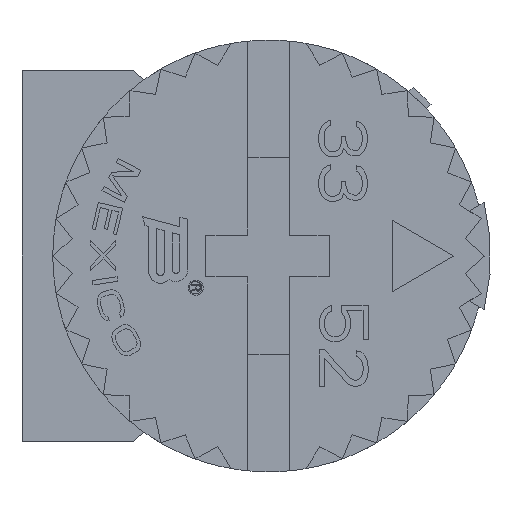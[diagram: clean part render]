
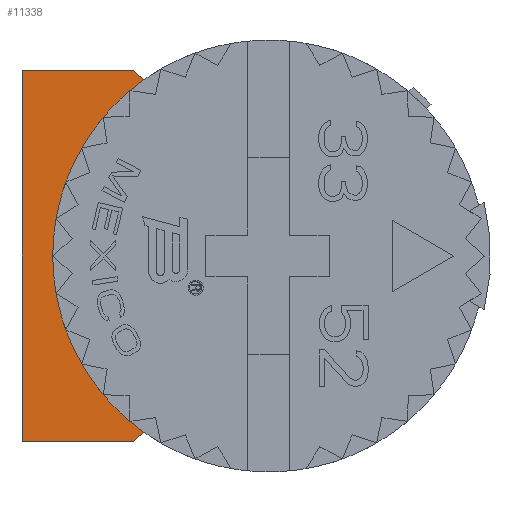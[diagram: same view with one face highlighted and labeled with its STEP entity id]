
A CAD part, front view. The second image highlights one B-rep face of the part: STEP entity #11338.
In plain terms, the highlighted free-form (B-spline) face has degree [1, 1] with [2, 2] control points.
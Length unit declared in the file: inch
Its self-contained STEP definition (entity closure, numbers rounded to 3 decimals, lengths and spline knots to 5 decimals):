
#2723=CARTESIAN_POINT('',(0.,0.,0.05));
#2724=DIRECTION('',(0.,0.,1.));
#2725=DIRECTION('',(0.857,-0.515,0.));
#2726=AXIS2_PLACEMENT_3D('',#2723,#2724,#2725);
#2728=DIRECTION('',(-0.643,0.766,0.));
#2729=VECTOR('',#2728,0.03227);
#2730=CARTESIAN_POINT('',(0.15,-0.11,0.05));
#2731=LINE('',#2730,#2729);
#2732=DIRECTION('',(0.,1.,0.));
#2733=VECTOR('',#2732,0.09);
#2734=CARTESIAN_POINT('',(0.15,-0.2,0.05));
#2735=LINE('',#2734,#2733);
#2736=DIRECTION('',(1.,0.,0.));
#2737=VECTOR('',#2736,0.3);
#2738=CARTESIAN_POINT('',(-0.15,-0.2,0.05));
#2739=LINE('',#2738,#2737);
#2740=DIRECTION('',(0.,-1.,0.));
#2741=VECTOR('',#2740,0.09);
#2742=CARTESIAN_POINT('',(-0.15,-0.11,0.05));
#2743=LINE('',#2742,#2741);
#2744=DIRECTION('',(-0.643,-0.766,0.));
#2745=VECTOR('',#2744,0.03227);
#2746=CARTESIAN_POINT('',(-0.12926,-0.08528,0.05));
#2747=LINE('',#2746,#2745);
#2748=CARTESIAN_POINT('',(-0.1,-0.113,0.05));
#2749=DIRECTION('',(0.,0.,1.));
#2750=DIRECTION('',(0.,1.,0.));
#2751=AXIS2_PLACEMENT_3D('',#2748,#2749,#2750);
#2753=CARTESIAN_POINT('',(-0.1,-0.113,0.05));
#2754=DIRECTION('',(0.,0.,1.));
#2755=DIRECTION('',(0.,-1.,0.));
#2756=AXIS2_PLACEMENT_3D('',#2753,#2754,#2755);
#2758=CARTESIAN_POINT('',(0.,-0.113,0.05));
#2759=DIRECTION('',(0.,0.,1.));
#2760=DIRECTION('',(0.,1.,0.));
#2761=AXIS2_PLACEMENT_3D('',#2758,#2759,#2760);
#2763=CARTESIAN_POINT('',(0.,-0.113,0.05));
#2764=DIRECTION('',(0.,0.,1.));
#2765=DIRECTION('',(0.,-1.,0.));
#2766=AXIS2_PLACEMENT_3D('',#2763,#2764,#2765);
#2768=CARTESIAN_POINT('',(0.1,-0.113,0.05));
#2769=DIRECTION('',(0.,0.,1.));
#2770=DIRECTION('',(0.,1.,0.));
#2771=AXIS2_PLACEMENT_3D('',#2768,#2769,#2770);
#2773=CARTESIAN_POINT('',(0.1,-0.113,0.05));
#2774=DIRECTION('',(0.,0.,1.));
#2775=DIRECTION('',(0.,-1.,0.));
#2776=AXIS2_PLACEMENT_3D('',#2773,#2774,#2775);
#2778=CARTESIAN_POINT('',(0.,0.,0.05));
#2779=DIRECTION('',(0.,0.,-1.));
#2780=DIRECTION('',(-1.,0.,0.));
#2781=AXIS2_PLACEMENT_3D('',#2778,#2779,#2780);
#2783=CARTESIAN_POINT('',(0.,0.,0.05));
#2784=DIRECTION('',(0.,0.,-1.));
#2785=DIRECTION('',(1.,0.,0.));
#2786=AXIS2_PLACEMENT_3D('',#2783,#2784,#2785);
#2816=CARTESIAN_POINT('',(0.13462,-0.08078,0.05));
#2817=DIRECTION('',(0.,0.,-1.));
#2818=DIRECTION('',(-0.766,-0.643,0.));
#2819=AXIS2_PLACEMENT_3D('',#2816,#2817,#2818);
#3328=CARTESIAN_POINT('',(-0.13462,-0.08078,0.05));
#3329=DIRECTION('',(0.,0.,-1.));
#3330=DIRECTION('',(0.857,0.515,0.));
#3331=AXIS2_PLACEMENT_3D('',#3328,#3329,#3330);
#6470=CARTESIAN_POINT('',(-0.15,-0.11,0.05));
#6471=CARTESIAN_POINT('',(-0.15,-0.2,0.05));
#6472=VERTEX_POINT('',#6470);
#6473=VERTEX_POINT('',#6471);
#6474=CARTESIAN_POINT('',(0.15,-0.2,0.05));
#6475=VERTEX_POINT('',#6474);
#6476=CARTESIAN_POINT('',(0.15,-0.11,0.05));
#6477=VERTEX_POINT('',#6476);
#6545=CARTESIAN_POINT('',(-0.12926,-0.08528,0.05));
#6547=VERTEX_POINT('',#6545);
#6549=CARTESIAN_POINT('',(-0.12862,-0.07718,0.05));
#6551=VERTEX_POINT('',#6549);
#6553=CARTESIAN_POINT('',(0.12862,-0.07718,0.05));
#6555=VERTEX_POINT('',#6553);
#6557=CARTESIAN_POINT('',(0.12926,-0.08528,0.05));
#6559=VERTEX_POINT('',#6557);
#6588=CARTESIAN_POINT('',(-0.1,-0.0995,0.05));
#6589=CARTESIAN_POINT('',(-0.1,-0.1265,0.05));
#6590=VERTEX_POINT('',#6588);
#6591=VERTEX_POINT('',#6589);
#6624=CARTESIAN_POINT('',(0.,-0.0995,0.05));
#6625=CARTESIAN_POINT('',(0.,-0.1265,0.05));
#6626=VERTEX_POINT('',#6624);
#6627=VERTEX_POINT('',#6625);
#6660=CARTESIAN_POINT('',(0.1,-0.0995,0.05));
#6661=CARTESIAN_POINT('',(0.1,-0.1265,0.05));
#6662=VERTEX_POINT('',#6660);
#6663=VERTEX_POINT('',#6661);
#8495=CARTESIAN_POINT('',(-0.09,0.,0.05));
#8496=CARTESIAN_POINT('',(0.09,0.,0.05));
#8497=VERTEX_POINT('',#8495);
#8498=VERTEX_POINT('',#8496);
#11292=CARTESIAN_POINT('',(-0.15604,-0.207,0.05));
#11293=CARTESIAN_POINT('',(-0.15604,0.15712,0.05));
#11294=CARTESIAN_POINT('',(0.15604,-0.207,0.05));
#11295=CARTESIAN_POINT('',(0.15604,0.15712,0.05));
#11296=B_SPLINE_SURFACE_WITH_KNOTS('',1,1,((#11292,#11293),(#11294,#11295)),
.UNSPECIFIED.,.F.,.F.,.F.,(2,2),(2,2),(-0.15604,0.15604),(
-0.207,0.15712),.UNSPECIFIED.);
#11298=ORIENTED_EDGE('',*,*,#11297,.F.);
#11300=ORIENTED_EDGE('',*,*,#11299,.F.);
#11302=ORIENTED_EDGE('',*,*,#11301,.F.);
#11304=ORIENTED_EDGE('',*,*,#11303,.F.);
#11306=ORIENTED_EDGE('',*,*,#11305,.F.);
#11308=ORIENTED_EDGE('',*,*,#11307,.F.);
#11310=ORIENTED_EDGE('',*,*,#11309,.F.);
#11312=ORIENTED_EDGE('',*,*,#11311,.F.);
#11313=EDGE_LOOP('',(#11298,#11300,#11302,#11304,#11306,#11308,#11310,#11312));
#11314=FACE_OUTER_BOUND('',#11313,.F.);
#11316=ORIENTED_EDGE('',*,*,#11315,.T.);
#11318=ORIENTED_EDGE('',*,*,#11317,.T.);
#11319=EDGE_LOOP('',(#11316,#11318));
#11320=FACE_BOUND('',#11319,.F.);
#11322=ORIENTED_EDGE('',*,*,#11321,.T.);
#11324=ORIENTED_EDGE('',*,*,#11323,.T.);
#11325=EDGE_LOOP('',(#11322,#11324));
#11326=FACE_BOUND('',#11325,.F.);
#11328=ORIENTED_EDGE('',*,*,#11327,.T.);
#11330=ORIENTED_EDGE('',*,*,#11329,.T.);
#11331=EDGE_LOOP('',(#11328,#11330));
#11332=FACE_BOUND('',#11331,.F.);
#11333=ORIENTED_EDGE('',*,*,#11282,.F.);
#11335=ORIENTED_EDGE('',*,*,#11334,.F.);
#11336=EDGE_LOOP('',(#11333,#11335));
#11337=FACE_BOUND('',#11336,.F.);
#11338=ADVANCED_FACE('',(#11314,#11320,#11326,#11332,#11337),#11296,.T.);
#2727=CIRCLE('',#2726,0.15);
#2752=CIRCLE('',#2751,0.0135);
#2757=CIRCLE('',#2756,0.0135);
#2762=CIRCLE('',#2761,0.0135);
#2767=CIRCLE('',#2766,0.0135);
#2772=CIRCLE('',#2771,0.0135);
#2777=CIRCLE('',#2776,0.0135);
#2782=CIRCLE('',#2781,0.09);
#2787=CIRCLE('',#2786,0.09);
#2820=CIRCLE('',#2819,0.007);
#3332=CIRCLE('',#3331,0.007);
#11282=EDGE_CURVE('',#8497,#8498,#2782,.T.);
#11297=EDGE_CURVE('',#6555,#6551,#2727,.T.);
#11299=EDGE_CURVE('',#6559,#6555,#2820,.T.);
#11301=EDGE_CURVE('',#6477,#6559,#2731,.T.);
#11303=EDGE_CURVE('',#6475,#6477,#2735,.T.);
#11305=EDGE_CURVE('',#6473,#6475,#2739,.T.);
#11307=EDGE_CURVE('',#6472,#6473,#2743,.T.);
#11309=EDGE_CURVE('',#6547,#6472,#2747,.T.);
#11311=EDGE_CURVE('',#6551,#6547,#3332,.T.);
#11315=EDGE_CURVE('',#6590,#6591,#2752,.T.);
#11317=EDGE_CURVE('',#6591,#6590,#2757,.T.);
#11321=EDGE_CURVE('',#6626,#6627,#2762,.T.);
#11323=EDGE_CURVE('',#6627,#6626,#2767,.T.);
#11327=EDGE_CURVE('',#6662,#6663,#2772,.T.);
#11329=EDGE_CURVE('',#6663,#6662,#2777,.T.);
#11334=EDGE_CURVE('',#8498,#8497,#2787,.T.);
